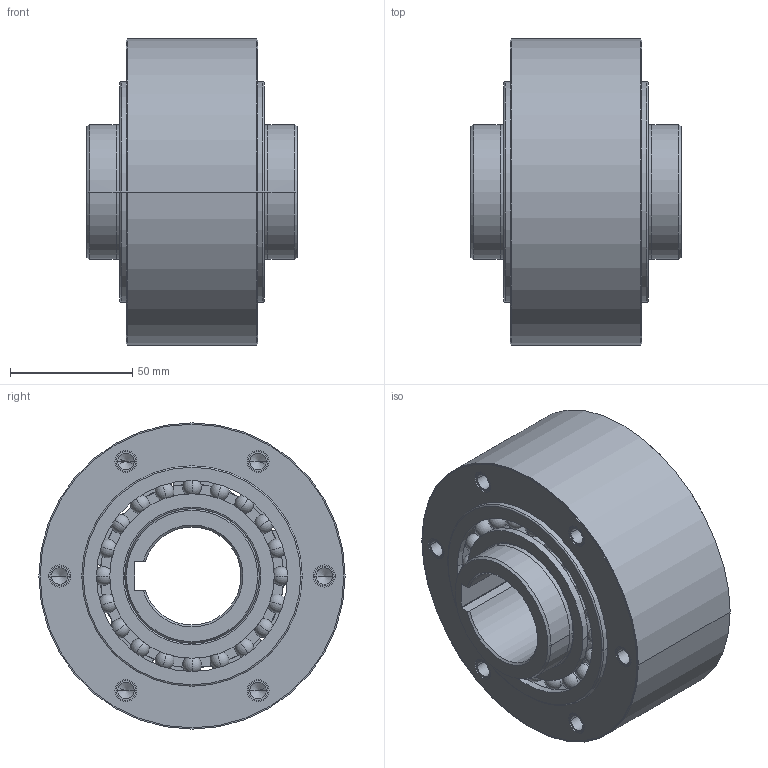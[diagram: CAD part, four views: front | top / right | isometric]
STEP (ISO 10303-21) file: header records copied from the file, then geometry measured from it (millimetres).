
FILE_DESCRIPTION((''),'2;1');
FILE_NAME('_CGS_TEMP_IGS','2023-05-19T',('SYSTEM'),(''),'PRO/ENGINEER BY PARAMETRIC TECHNOLOGY CORPORATION, 2016360','PRO/ENGINEER BY PARAMETRIC TECHNOLOGY CORPORATION, 2016360','');
FILE_SCHEMA(('AUTOMOTIVE_DESIGN { 1 0 10303 214 1 1 1 1 }'));
Length unit declared in the file: inch
Products named in the file (1): _CGS_TEMP_IGS
Bounding box: 86 x 125 x 125 mm (x, y, z)
Volume: 554536.6 mm3; surface area: 125152 mm2
Topology: 61 solids, 75 shells, 652 faces, 1641 edges, 964 vertices
Faces by surface type: cylinder 193, plane 145, sphere 120, cone 90, bspline 60, torus 44
Entity records: 29178 total; most frequent: CARTESIAN_POINT 14131, DIRECTION 3369, ORIENTED_EDGE 2826, AXIS2_PLACEMENT_3D 1507, EDGE_CURVE 1437, VERTEX_POINT 964, CIRCLE 914, EDGE_LOOP 731
